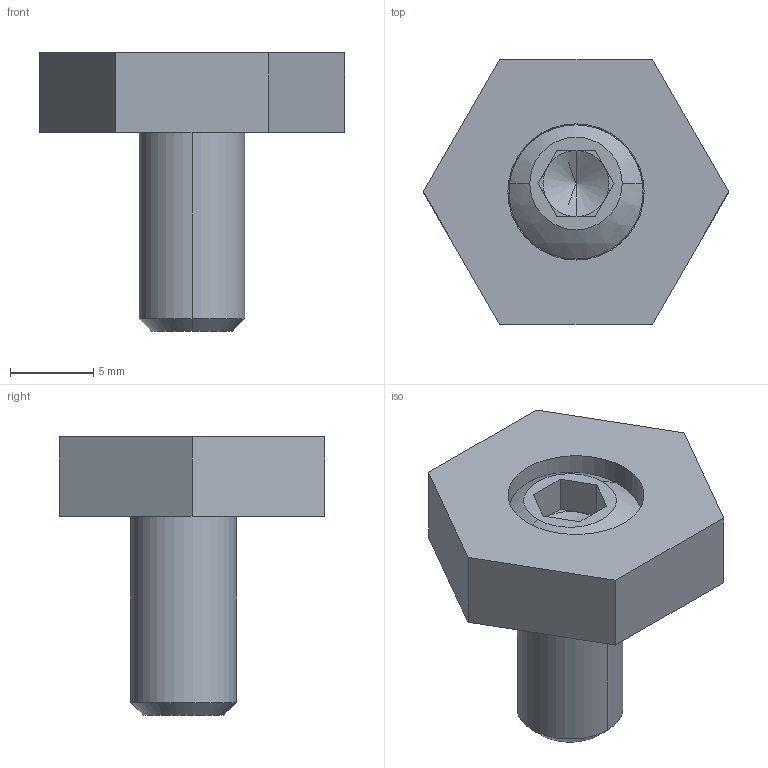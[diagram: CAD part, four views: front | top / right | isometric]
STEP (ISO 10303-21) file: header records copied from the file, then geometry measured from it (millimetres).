
FILE_DESCRIPTION (( 'STEP AP203' ), '1' );
FILE_NAME ('MiteeBite-50205.step.step', '2015-07-29T07:46:33', ( 'Windows User' ), ( '' ), 'SwSTEP 2.0', 'SolidWorks 2015', '' );
FILE_SCHEMA (( 'CONFIG_CONTROL_DESIGN' ));
Length unit declared in the file: millimetre
Products named in the file (3): MiteeBite-50205.step; MiteeBite-50205.step_10365; MiteeBite-50205.step_10203
Assembly tree (2 placements, depth 2):
  MiteeBite-50205.step
    MiteeBite-50205.step_10365
    MiteeBite-50205.step_10203
Bounding box: 18.33 x 15.88 x 16.7 mm (x, y, z)
Volume: 1314.6 mm3; surface area: 1172.7 mm2
Topology: 2 solids, 2 shells, 38 faces, 86 edges, 53 vertices
Faces by surface type: plane 24, cylinder 8, cone 4, sphere 2
Entity records: 1409 total; most frequent: CARTESIAN_POINT 246, DIRECTION 192, ORIENTED_EDGE 168, EDGE_CURVE 84, AXIS2_PLACEMENT_3D 69, LINE 54, VECTOR 54, VERTEX_POINT 53
